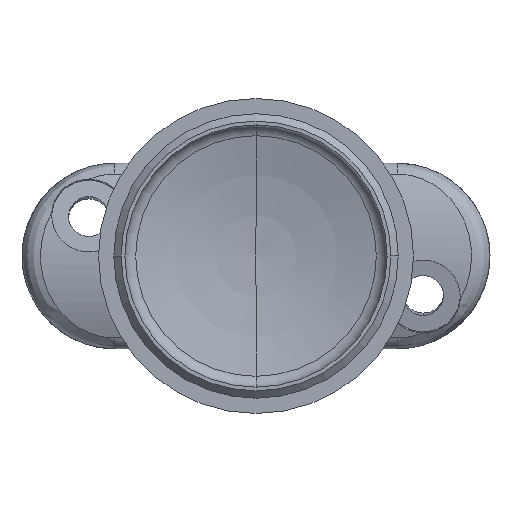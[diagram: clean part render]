
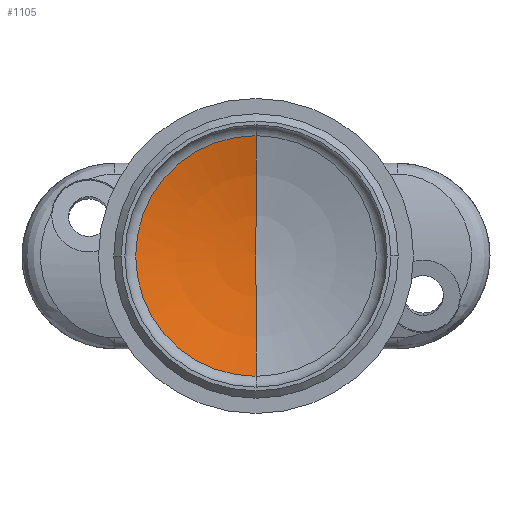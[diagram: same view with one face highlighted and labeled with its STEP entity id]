
A CAD part, front view. The second image highlights one B-rep face of the part: STEP entity #1105.
In plain terms, the highlighted toroidal (fillet/blend) face has major radius 0.294 mm and minor radius 60.247 mm.
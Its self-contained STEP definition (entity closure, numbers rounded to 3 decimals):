
#333 = DIRECTION ( 'NONE',  ( 0., 0., 1. ) ) ;
#669 = AXIS2_PLACEMENT_3D ( 'NONE', #3459, #686, #3870 ) ;
#685 = FACE_OUTER_BOUND ( 'NONE', #3621, .T. ) ;
#686 = DIRECTION ( 'NONE',  ( 0., -1., 0. ) ) ;
#697 = CARTESIAN_POINT ( 'NONE',  ( 0., -38.918, 0.295 ) ) ;
#718 = DIRECTION ( 'NONE',  ( 1., 0., 0. ) ) ;
#735 = AXIS2_PLACEMENT_3D ( 'NONE', #2047, #4467, #333 ) ;
#1105 = ADVANCED_FACE ( 'NONE', ( #685 ), #1164, .F. ) ;
#1164 = TOROIDAL_SURFACE ( 'NONE', #735, -0.295, 60.247 ) ;
#1334 = AXIS2_PLACEMENT_3D ( 'NONE', #3344, #3003, #2596 ) ;
#1402 = DIRECTION ( 'NONE',  ( 0., 0., -1. ) ) ;
#1530 = VERTEX_POINT ( 'NONE', #3862 ) ;
#1631 = ORIENTED_EDGE ( 'NONE', *, *, #2093, .T. ) ;
#2039 = CIRCLE ( 'NONE', #669, 16.197 ) ;
#2047 = CARTESIAN_POINT ( 'NONE',  ( 0., -38.918, 0. ) ) ;
#2093 = EDGE_CURVE ( 'NONE', #2945, #2755, #2039, .T. ) ;
#2596 = DIRECTION ( 'NONE',  ( 0., 0., 1. ) ) ;
#2755 = VERTEX_POINT ( 'NONE', #3663 ) ;
#2945 = VERTEX_POINT ( 'NONE', #3658 ) ;
#3003 = DIRECTION ( 'NONE',  ( -1., 0., 0. ) ) ;
#3344 = CARTESIAN_POINT ( 'NONE',  ( 0., -38.918, -0.295 ) ) ;
#3459 = CARTESIAN_POINT ( 'NONE',  ( 0., 19.028, 0. ) ) ;
#3621 = EDGE_LOOP ( 'NONE', ( #1631, #3750, #4205 ) ) ;
#3658 = CARTESIAN_POINT ( 'NONE',  ( 0., 19.028, 16.197 ) ) ;
#3663 = CARTESIAN_POINT ( 'NONE',  ( 0., 19.028, -16.197 ) ) ;
#3750 = ORIENTED_EDGE ( 'NONE', *, *, #4212, .T. ) ;
#3862 = CARTESIAN_POINT ( 'NONE',  ( 0., 21.328, 0. ) ) ;
#3870 = DIRECTION ( 'NONE',  ( 0., 0., -1. ) ) ;
#4076 = AXIS2_PLACEMENT_3D ( 'NONE', #697, #718, #1402 ) ;
#4095 = CIRCLE ( 'NONE', #1334, 60.247 ) ;
#4205 = ORIENTED_EDGE ( 'NONE', *, *, #4387, .F. ) ;
#4212 = EDGE_CURVE ( 'NONE', #2755, #1530, #4220, .T. ) ;
#4220 = CIRCLE ( 'NONE', #4076, 60.247 ) ;
#4387 = EDGE_CURVE ( 'NONE', #2945, #1530, #4095, .T. ) ;
#4467 = DIRECTION ( 'NONE',  ( 0., 1., 0. ) ) ;
